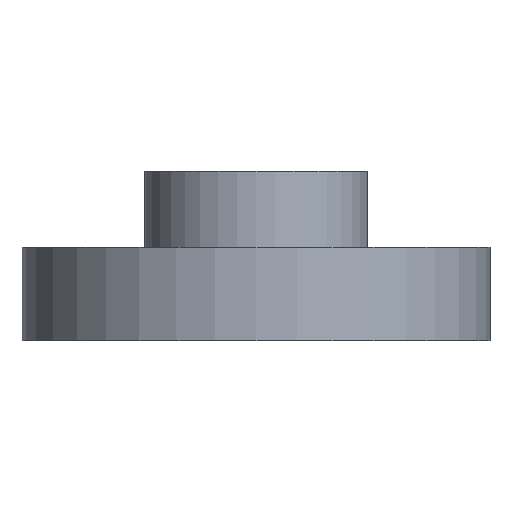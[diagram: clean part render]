
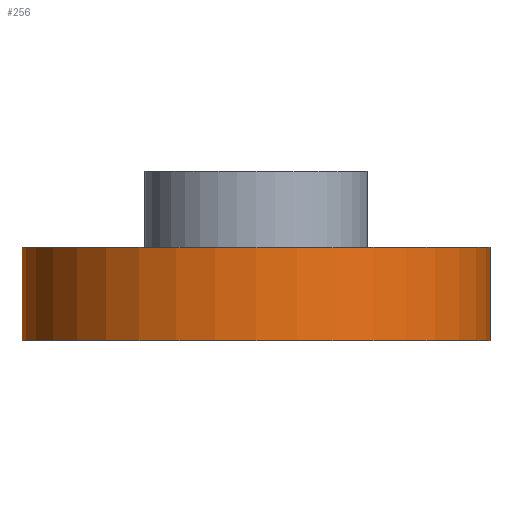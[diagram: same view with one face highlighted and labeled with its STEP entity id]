
A CAD part, front view. The second image highlights one B-rep face of the part: STEP entity #256.
In plain terms, the highlighted cylindrical face has radius 12.7 mm (diameter 25.4 mm), a partial arc.
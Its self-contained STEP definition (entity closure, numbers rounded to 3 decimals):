
#10 = VECTOR ( 'NONE', #803, 1000. ) ;
#49 = LINE ( 'NONE', #810, #10 ) ;
#64 = EDGE_CURVE ( 'NONE', #740, #761, #846, .T. ) ;
#67 = FACE_OUTER_BOUND ( 'NONE', #733, .T. ) ;
#153 = CYLINDRICAL_SURFACE ( 'NONE', #702, 12.7 ) ;
#199 = EDGE_CURVE ( 'NONE', #779, #499, #49, .T. ) ;
#256 = ADVANCED_FACE ( 'NONE', ( #67 ), #153, .T. ) ;
#262 = AXIS2_PLACEMENT_3D ( 'NONE', #365, #363, #362 ) ;
#264 = CIRCLE ( 'NONE', #262, 12.7 ) ;
#362 = DIRECTION ( 'NONE',  ( 1., 0., 0. ) ) ;
#363 = DIRECTION ( 'NONE',  ( 0., 0., 1. ) ) ;
#365 = CARTESIAN_POINT ( 'NONE',  ( 0., 0., 5.08 ) ) ;
#374 = CARTESIAN_POINT ( 'NONE',  ( 12.7, 0., 0. ) ) ;
#381 = CARTESIAN_POINT ( 'NONE',  ( -12.7, 0., 5.08 ) ) ;
#386 = CARTESIAN_POINT ( 'NONE',  ( 12.7, 0., 5.08 ) ) ;
#420 = CIRCLE ( 'NONE', #858, 12.7 ) ;
#428 = EDGE_CURVE ( 'NONE', #499, #761, #420, .T. ) ;
#487 = CARTESIAN_POINT ( 'NONE',  ( -12.7, 0., 0. ) ) ;
#499 = VERTEX_POINT ( 'NONE', #487 ) ;
#526 = ORIENTED_EDGE ( 'NONE', *, *, #428, .T. ) ;
#536 = ORIENTED_EDGE ( 'NONE', *, *, #199, .T. ) ;
#540 = ORIENTED_EDGE ( 'NONE', *, *, #775, .F. ) ;
#542 = DIRECTION ( 'NONE',  ( 1., 0., 0. ) ) ;
#543 = DIRECTION ( 'NONE',  ( 0., 0., 1. ) ) ;
#547 = CARTESIAN_POINT ( 'NONE',  ( 0., 0., 0. ) ) ;
#554 = ORIENTED_EDGE ( 'NONE', *, *, #64, .F. ) ;
#691 = CARTESIAN_POINT ( 'NONE',  ( 0., 0., 5.08 ) ) ;
#696 = DIRECTION ( 'NONE',  ( 0., 0., -1. ) ) ;
#700 = DIRECTION ( 'NONE',  ( -1., 0., 0. ) ) ;
#702 = AXIS2_PLACEMENT_3D ( 'NONE', #691, #696, #700 ) ;
#733 = EDGE_LOOP ( 'NONE', ( #554, #540, #536, #526 ) ) ;
#740 = VERTEX_POINT ( 'NONE', #386 ) ;
#761 = VERTEX_POINT ( 'NONE', #374 ) ;
#775 = EDGE_CURVE ( 'NONE', #779, #740, #264, .T. ) ;
#779 = VERTEX_POINT ( 'NONE', #381 ) ;
#803 = DIRECTION ( 'NONE',  ( 0., 0., -1. ) ) ;
#810 = CARTESIAN_POINT ( 'NONE',  ( -12.7, 0., 5.08 ) ) ;
#846 = LINE ( 'NONE', #880, #852 ) ;
#852 = VECTOR ( 'NONE', #860, 1000. ) ;
#858 = AXIS2_PLACEMENT_3D ( 'NONE', #547, #543, #542 ) ;
#860 = DIRECTION ( 'NONE',  ( 0., 0., -1. ) ) ;
#880 = CARTESIAN_POINT ( 'NONE',  ( 12.7, 0., 5.08 ) ) ;
